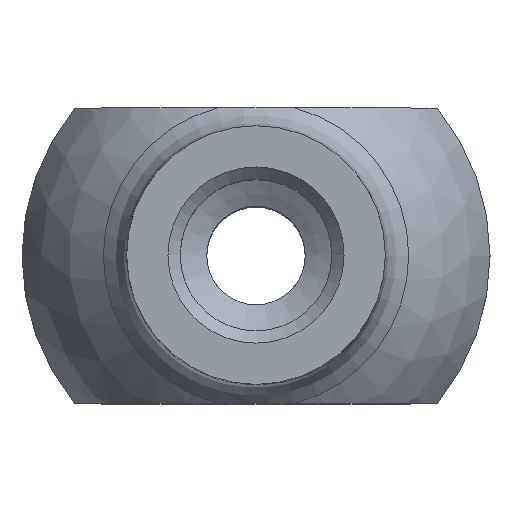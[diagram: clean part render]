
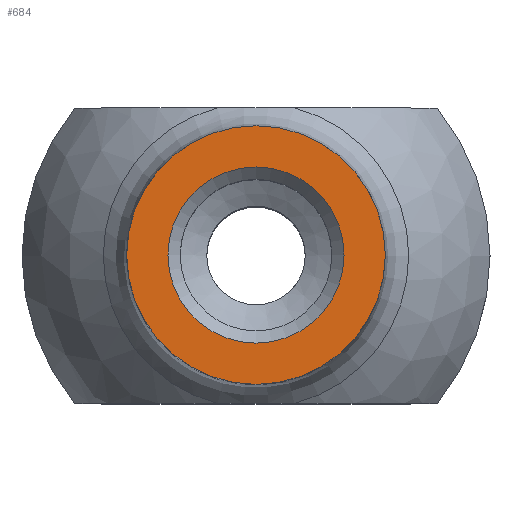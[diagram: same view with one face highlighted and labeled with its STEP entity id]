
A CAD part, top view. The second image highlights one B-rep face of the part: STEP entity #684.
In plain terms, the highlighted planar face has unit normal (0, 0, 1).
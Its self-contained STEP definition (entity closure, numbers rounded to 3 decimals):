
#633=CARTESIAN_POINT('',(-11.923,10.807,22.0));
#634=VERTEX_POINT('',#633);
#635=CARTESIAN_POINT('',(-15.498,10.807,22.0));
#636=DIRECTION('',(0.0,0.0,1.0));
#637=DIRECTION('',(-1.0,0.0,0.0));
#638=AXIS2_PLACEMENT_3D('',#635,#636,#637);
#639=CIRCLE('',#638,3.575);
#640=EDGE_CURVE('',#634,#634,#639,.T.);
#665=CARTESIAN_POINT('',(-15.498,10.807,22.0));
#666=DIRECTION('',(0.0,0.0,-1.0));
#667=DIRECTION('',(-1.0,0.0,0.0));
#668=AXIS2_PLACEMENT_3D('',#665,#666,#667);
#669=PLANE('',#668);
#670=CARTESIAN_POINT('',(-10.248,10.807,22.0));
#671=VERTEX_POINT('',#670);
#672=CARTESIAN_POINT('',(-15.498,10.807,22.0));
#673=DIRECTION('',(0.0,0.0,-1.0));
#674=DIRECTION('',(-1.0,0.0,0.0));
#675=AXIS2_PLACEMENT_3D('',#672,#673,#674);
#676=CIRCLE('',#675,5.25);
#677=EDGE_CURVE('',#671,#671,#676,.T.);
#678=ORIENTED_EDGE('',*,*,#677,.F.);
#679=EDGE_LOOP('',(#678));
#680=FACE_OUTER_BOUND('',#679,.T.);
#681=ORIENTED_EDGE('',*,*,#640,.F.);
#682=EDGE_LOOP('',(#681));
#683=FACE_BOUND('',#682,.T.);
#684=ADVANCED_FACE('',(#680,#683),#669,.F.);
